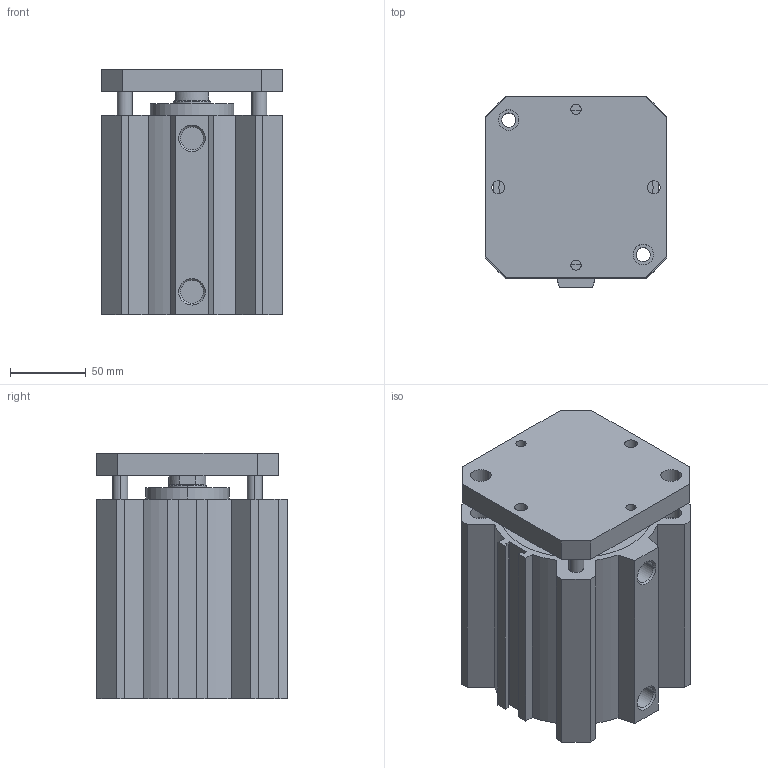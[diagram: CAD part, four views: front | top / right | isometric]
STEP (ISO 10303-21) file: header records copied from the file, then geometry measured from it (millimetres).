
FILE_DESCRIPTION((''),'2;1');
FILE_NAME('1511_100_0080_AR.stp','2003-04-08T12:31:49',('medicfa1'),(''),'Autodesk Inventor (R) 6.0','Autodesk Inventor (R) 6.0','');
FILE_SCHEMA(('AUTOMOTIVE_DESIGN { 1 0 10303 214 1 1 1 1 }'));
Length unit declared in the file: millimetre
Products named in the file (3): 1511_100_0080_AR; C_1511_100_0080AR; S_1501_100_0080AR
Assembly tree (2 placements, depth 2):
  1511_100_0080_AR
    C_1511_100_0080AR
    S_1501_100_0080AR
Bounding box: 120 x 126 x 162.5 mm (x, y, z)
Volume: 1725230 mm3; surface area: 194878.3 mm2
Topology: 2 solids, 2 shells, 162 faces, 415 edges, 275 vertices
Faces by surface type: plane 80, bspline 50, cylinder 30, cone 2
Entity records: 5587 total; most frequent: CARTESIAN_POINT 1567, ORIENTED_EDGE 830, DIRECTION 794, EDGE_CURVE 415, VERTEX_POINT 275, VECTOR 270, LINE 270, AXIS2_PLACEMENT_3D 262
